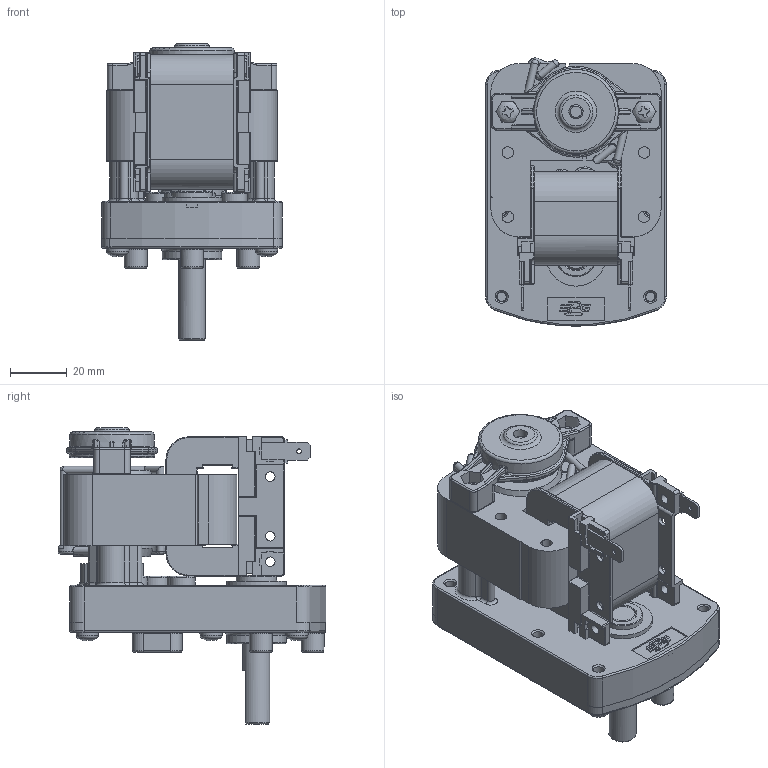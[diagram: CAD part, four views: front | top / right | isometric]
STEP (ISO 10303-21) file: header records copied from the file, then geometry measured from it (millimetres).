
FILE_DESCRIPTION((''),'2;1');
FILE_NAME('SZ SERIES MOTOR ISG-3 TYPE.stp','2014-06-20T08:05:27',('jh-hong'),(''),'Autodesk Inventor 2011','Autodesk Inventor 2011','');
FILE_SCHEMA(('AUTOMOTIVE_DESIGN { 1 0 10303 214 1 1 1 1 }'));
Length unit declared in the file: millimetre
Products named in the file (1): SZ SERIES
Bounding box: 63.5 x 94.35 x 104.4 mm (x, y, z)
Volume: 176009.6 mm3; surface area: 82435.7 mm2
Topology: 2 solids, 15 shells, 1445 faces, 3694 edges, 2285 vertices
Faces by surface type: plane 625, cylinder 449, torus 159, cone 123, bspline 71, sphere 18
Full cylindrical faces by diameter (mm): 1.65 x2, 2.5 x1, 2.6 x14, 3 x3, 3.4 x17, 3.571 x6, 3.6 x6, 4 x13, 4.4 x6, 4.45 x1, 4.5 x2, 5 x2, 6 x1, 6.95 x4, 7 x4, 8 x7, 9 x2, 9.525 x1, 9.565 x2, 13.8 x1, 14.3 x4, 16 x1, 16.6 x1, 17.6 x1, 21 x2, 23 x1, 28.9 x1, 30 x1
Entity records: 46467 total; most frequent: CARTESIAN_POINT 12824, DIRECTION 7023, ORIENTED_EDGE 6806, EDGE_CURVE 3403, AXIS2_PLACEMENT_3D 2665, VERTEX_POINT 2225, EDGE_LOOP 1767, VECTOR 1693
